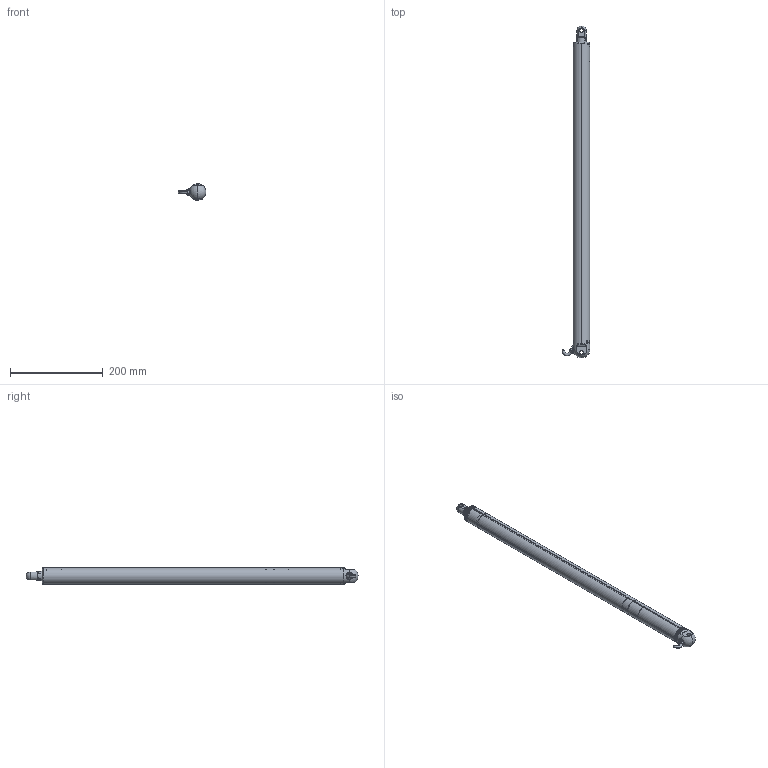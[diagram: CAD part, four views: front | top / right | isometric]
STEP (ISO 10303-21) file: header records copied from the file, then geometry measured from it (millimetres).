
FILE_DESCRIPTION (( 'STEP AP203' ), '1' );
FILE_NAME ('L36-400-695-两端标准球头（简单）.STEP', '2022-05-25T02:21:52', ( '' ), ( '' ), 'SwSTEP 2.0', 'SolidWorks 2018', '' );
FILE_SCHEMA (( 'CONFIG_CONTROL_DESIGN' ));
Length unit declared in the file: millimetre
Products named in the file (9): L36-400-695-两端标准球头（简单）; 36-005-1-电源线（仅供装配使用）（A0）; 36-003-俋奪ㄗA0ㄘ; FSJT-001-防水接头（A0）; YF-002-蚐猾ㄗA0ㄘ; 36-002-囀奪ㄗA0ㄘ; 36-015-1-球头尾端接头（A0）; 36-014-1-球头前端接头（A0）; 36-020-防摆环（A0）
Assembly tree (8 placements, depth 2):
  L36-400-695-两端标准球头（简单）
    FSJT-001-防水接头（A0）
    36-002-囀奪ㄗA0ㄘ
    36-003-俋奪ㄗA0ㄘ
    36-020-防摆环（A0）
    36-015-1-球头尾端接头（A0）
    YF-002-蚐猾ㄗA0ㄘ
    36-005-1-电源线（仅供装配使用）（A0）
    36-014-1-球头前端接头（A0）
Bounding box: 59.97 x 717 x 36 mm (x, y, z)
Volume: 177377.6 mm3; surface area: 193977.2 mm2
Topology: 8 solids, 8 shells, 755 faces, 1949 edges, 1230 vertices
Faces by surface type: cylinder 312, plane 222, cone 147, bspline 66, torus 4, sphere 4
Entity records: 38128 total; most frequent: CARTESIAN_POINT 20536, ORIENTED_EDGE 3878, DIRECTION 3139, EDGE_CURVE 1939, VERTEX_POINT 1227, AXIS2_PLACEMENT_3D 1206, EDGE_LOOP 798, ADVANCED_FACE 755
